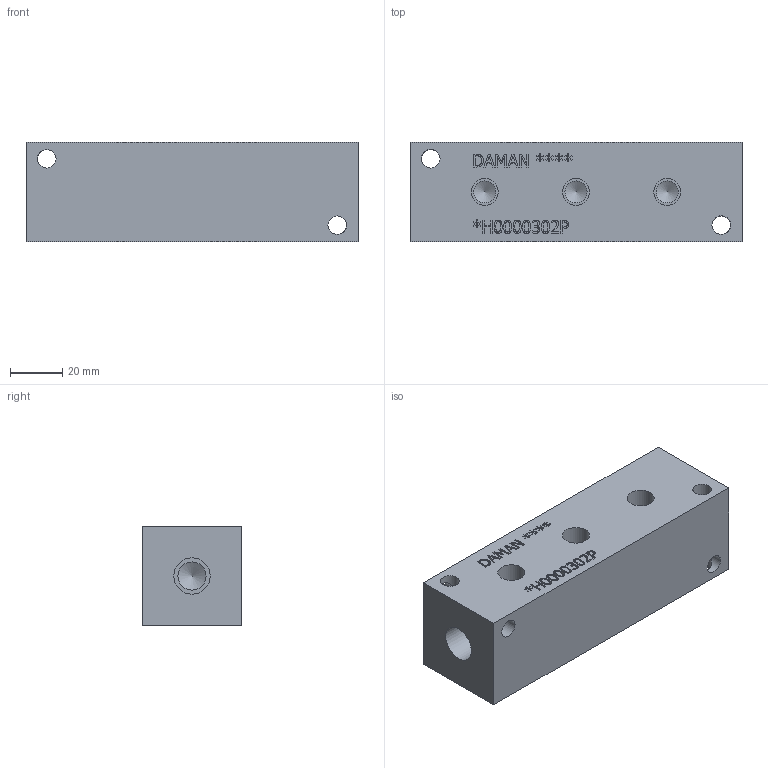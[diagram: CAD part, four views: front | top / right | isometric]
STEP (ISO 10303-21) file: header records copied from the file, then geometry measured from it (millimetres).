
FILE_DESCRIPTION(/* description */ (''),/* implementation_level */ '2;1');
FILE_NAME(/* name */ '_H0000302P.stp',/* time_stamp */ '2020-08-17T08:59:50-04:00',/* author */ ('alexanderw'),/* organization */ (''),/* preprocessor_version */ 'ST-DEVELOPER v17',/* originating_system */ 'Autodesk Inventor 2019',/* authorisation */ '');
FILE_SCHEMA (('AUTOMOTIVE_DESIGN { 1 0 10303 214 3 1 1 }'));
Length unit declared in the file: millimetre
Products named in the file (1): Part_+H0000302P_3D
Bounding box: 127 x 38.1 x 38.1 mm (x, y, z)
Volume: 172782.1 mm3; surface area: 27229.8 mm2
Topology: 1 solids, 1 shells, 343 faces, 938 edges, 626 vertices
Faces by surface type: plane 214, bspline 106, cylinder 18, cone 5
Full cylindrical faces by diameter (mm): 7.137 x8, 8.433 x3, 10.33 x3, 10.719 x2, 13.868 x2
Entity records: 11658 total; most frequent: CARTESIAN_POINT 3281, ORIENTED_EDGE 1866, DIRECTION 1252, EDGE_CURVE 933, LINE 666, VECTOR 666, VERTEX_POINT 626, EDGE_LOOP 389
